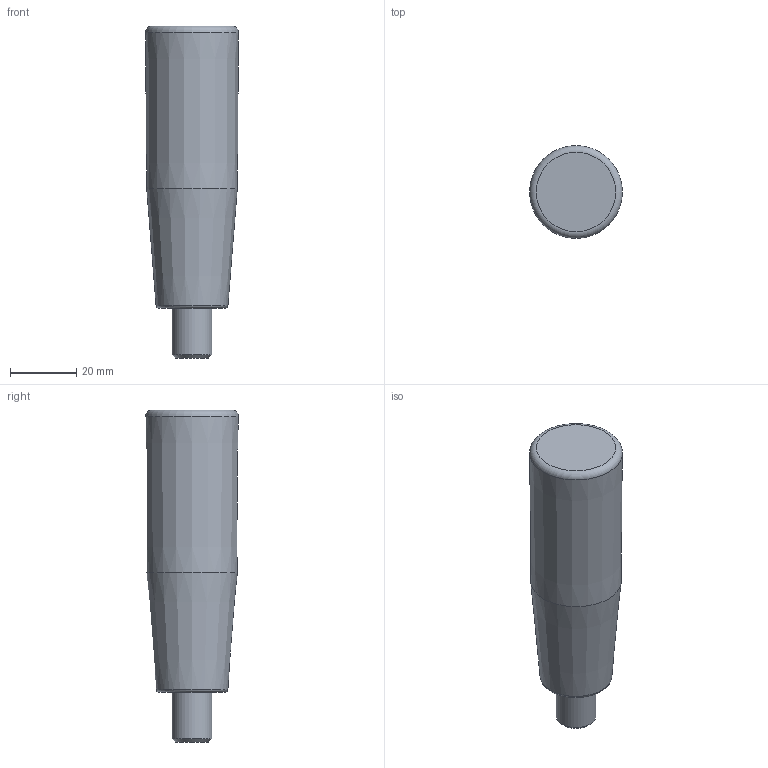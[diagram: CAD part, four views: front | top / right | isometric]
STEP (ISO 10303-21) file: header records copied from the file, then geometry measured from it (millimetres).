
FILE_DESCRIPTION( ( 'Unknown' ), '1' );
FILE_NAME( '6139025_MCF28x85_M12x15.stp', 'Unknown', ( 'Unknown' ), ( 'Unknown' ), 'PSStep 11.0', 'Unknown', ' ' );
FILE_SCHEMA( ( 'AUTOMOTIVE_DESIGN { 1 0 10303 214 1 1 1 1 }' ) );
Length unit declared in the file: millimetre
Products named in the file (1): 8900064
Bounding box: 27.97 x 27.97 x 100 mm (x, y, z)
Volume: 45842.5 mm3; surface area: 9412.9 mm2
Topology: 1 solids, 2 shells, 15 faces, 32 edges, 21 vertices
Faces by surface type: cone 5, plane 4, torus 3, cylinder 3
Full cylindrical faces by diameter (mm): 10.106 x2, 12 x1
Entity records: 422 total; most frequent: DIRECTION 58, CARTESIAN_POINT 43, AXIS2_PLACEMENT_3D 29, EDGE_LOOP 26, ORIENTED_EDGE 26, FACE_OUTER_BOUND 21, STYLED_ITEM 15, PRESENTATION_STYLE_ASSIGNMENT 15
